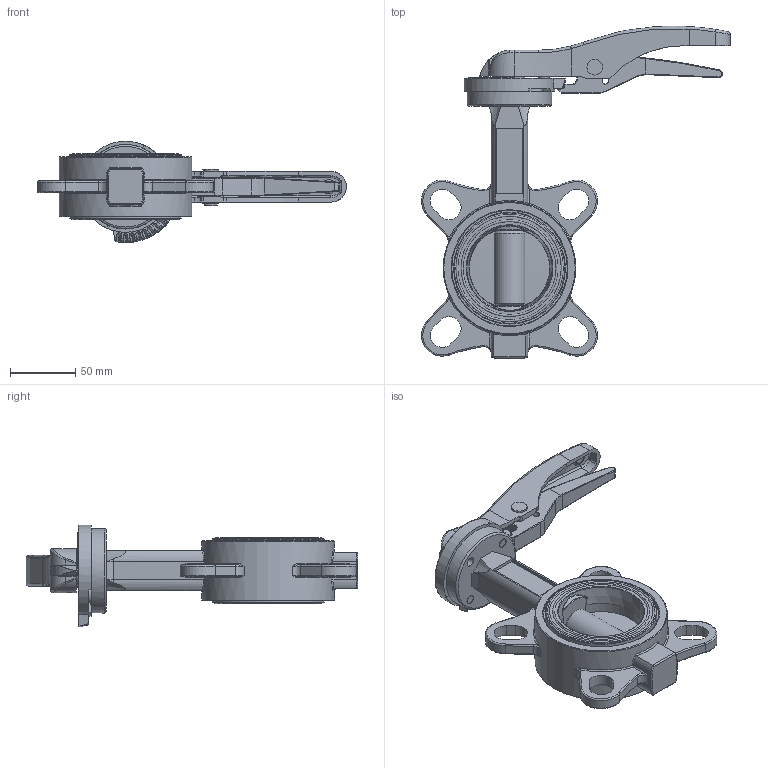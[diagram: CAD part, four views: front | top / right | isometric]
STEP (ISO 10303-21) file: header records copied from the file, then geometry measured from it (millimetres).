
FILE_DESCRIPTION (( 'STEP AP203' ), '1' );
FILE_NAME ('B9.100065L16.STEP', '2012-12-17T10:07:31', ( 'luca.saino' ), ( 'Hewlett-Packard Company' ), 'SwSTEP 2.0', 'SolidWorks 2012', '' );
FILE_SCHEMA (( 'CONFIG_CONTROL_DESIGN' ));
Length unit declared in the file: millimetre
Products named in the file (1): B9.100065L16
Bounding box: 237.32 x 255.09 x 77.87 mm (x, y, z)
Volume: 529279.2 mm3; surface area: 116612.6 mm2
Topology: 1 solids, 3 shells, 1172 faces, 3004 edges, 1879 vertices
Faces by surface type: plane 425, cylinder 307, bspline 205, torus 152, cone 62, sphere 21
Full cylindrical faces by diameter (mm): 1.5 x2, 4 x2, 5 x2, 7 x4, 8 x3, 10.2 x4, 12 x1, 13 x2, 15 x2, 65 x1, 70 x1, 86 x2, 88.8 x2, 102 x1
Entity records: 43954 total; most frequent: CARTESIAN_POINT 17373, ORIENTED_EDGE 5768, DIRECTION 5105, EDGE_CURVE 2884, AXIS2_PLACEMENT_3D 1906, VERTEX_POINT 1848, EDGE_LOOP 1326, LINE 1293
